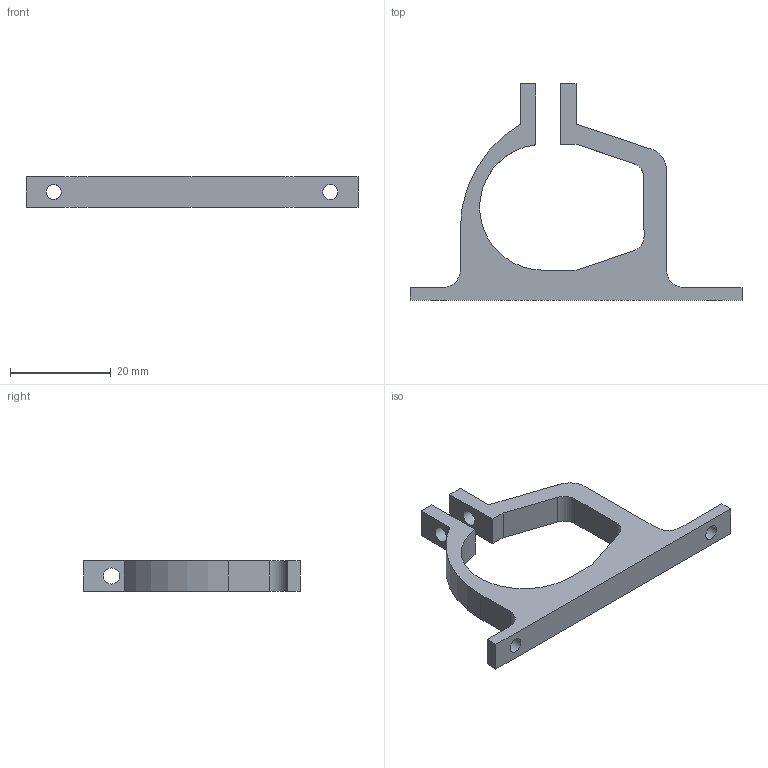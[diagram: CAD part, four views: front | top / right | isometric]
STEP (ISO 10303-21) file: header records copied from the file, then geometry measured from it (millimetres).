
FILE_DESCRIPTION(/* description */ (''),/* implementation_level */ '2;1');
FILE_NAME(/* name */ 'Body Pippete Holder v3.step',/* time_stamp */ '2021-10-07T21:26:26+01:00',/* author */ (''),/* organization */ (''),/* preprocessor_version */ 'ST-DEVELOPER v18.1',/* originating_system */ 'Autodesk Translation Framework v10.10.0.1391',/* authorisation */ '');
FILE_SCHEMA (('AUTOMOTIVE_DESIGN { 1 0 10303 214 3 1 1 }'));
Length unit declared in the file: millimetre
Products named in the file (1): Body Pippete Holder
Bounding box: 66 x 43 x 6 mm (x, y, z)
Volume: 4204.8 mm3; surface area: 3345.5 mm2
Topology: 1 solids, 1 shells, 33 faces, 96 edges, 64 vertices
Faces by surface type: plane 21, cylinder 12
Full cylindrical faces by diameter (mm): 3 x2, 3.2 x2
Entity records: 1156 total; most frequent: CARTESIAN_POINT 208, ORIENTED_EDGE 192, DIRECTION 188, EDGE_CURVE 96, LINE 70, VECTOR 70, VERTEX_POINT 64, AXIS2_PLACEMENT_3D 59
